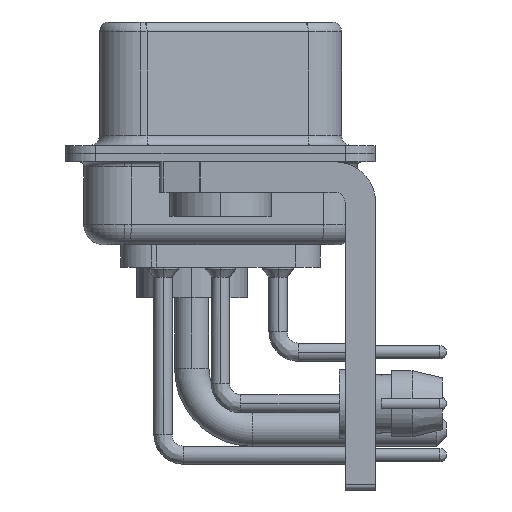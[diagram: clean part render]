
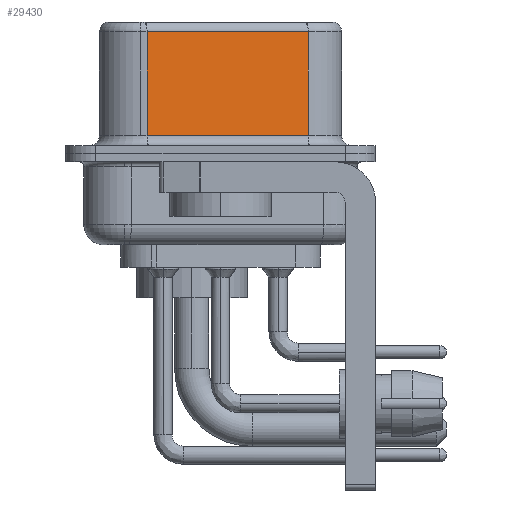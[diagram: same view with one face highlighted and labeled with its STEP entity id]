
A CAD part, left-side view. The second image highlights one B-rep face of the part: STEP entity #29430.
In plain terms, the highlighted planar face has unit normal (-0.985, -0.174, 0).
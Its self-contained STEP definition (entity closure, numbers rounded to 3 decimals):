
#938 = ORIENTED_EDGE ( 'NONE', *, *, #27148, .F. ) ;
#951 = DIRECTION ( 'NONE',  ( -0.174, 0.985, 0. ) ) ;
#1260 = VERTEX_POINT ( 'NONE', #27067 ) ;
#4537 = ORIENTED_EDGE ( 'NONE', *, *, #22063, .T. ) ;
#6285 = LINE ( 'NONE', #12594, #18698 ) ;
#6812 = VECTOR ( 'NONE', #19502, 1000. ) ;
#7998 = LINE ( 'NONE', #37284, #14083 ) ;
#8542 = CARTESIAN_POINT ( 'NONE',  ( 3.73, 3.628, 6.02 ) ) ;
#9624 = DIRECTION ( 'NONE',  ( 0., 0., -1. ) ) ;
#9862 = ORIENTED_EDGE ( 'NONE', *, *, #37196, .T. ) ;
#11447 = FACE_OUTER_BOUND ( 'NONE', #26233, .T. ) ;
#12594 = CARTESIAN_POINT ( 'NONE',  ( 3.73, 3.628, 6.52 ) ) ;
#12670 = DIRECTION ( 'NONE',  ( -0.174, 0.985, 0. ) ) ;
#13329 = DIRECTION ( 'NONE',  ( 0.174, -0.985, 0. ) ) ;
#13742 = AXIS2_PLACEMENT_3D ( 'NONE', #23397, #35387, #951 ) ;
#14030 = EDGE_CURVE ( 'NONE', #16096, #25454, #27567, .T. ) ;
#14083 = VECTOR ( 'NONE', #13329, 1000. ) ;
#15942 = VERTEX_POINT ( 'NONE', #30686 ) ;
#16096 = VERTEX_POINT ( 'NONE', #19634 ) ;
#17122 = PLANE ( 'NONE',  #13742 ) ;
#18698 = VECTOR ( 'NONE', #9624, 1000. ) ;
#19502 = DIRECTION ( 'NONE',  ( 0., 0., -1. ) ) ;
#19634 = CARTESIAN_POINT ( 'NONE',  ( 5.132, -4.322, 6.02 ) ) ;
#22063 = EDGE_CURVE ( 'NONE', #1260, #15942, #7998, .T. ) ;
#22065 = CARTESIAN_POINT ( 'NONE',  ( 5.132, -4.322, 6.02 ) ) ;
#23397 = CARTESIAN_POINT ( 'NONE',  ( 5.132, -4.322, 6.52 ) ) ;
#25454 = VERTEX_POINT ( 'NONE', #8542 ) ;
#25785 = CARTESIAN_POINT ( 'NONE',  ( 5.132, -4.322, 6.52 ) ) ;
#26233 = EDGE_LOOP ( 'NONE', ( #938, #33153, #9862, #4537 ) ) ;
#27067 = CARTESIAN_POINT ( 'NONE',  ( 3.73, 3.628, 0.9 ) ) ;
#27148 = EDGE_CURVE ( 'NONE', #16096, #15942, #37393, .T. ) ;
#27567 = LINE ( 'NONE', #22065, #34907 ) ;
#29430 = ADVANCED_FACE ( 'NONE', ( #11447 ), #17122, .F. ) ;
#30686 = CARTESIAN_POINT ( 'NONE',  ( 5.132, -4.322, 0.9 ) ) ;
#33153 = ORIENTED_EDGE ( 'NONE', *, *, #14030, .T. ) ;
#34907 = VECTOR ( 'NONE', #12670, 1000. ) ;
#35387 = DIRECTION ( 'NONE',  ( 0.985, 0.174, 0. ) ) ;
#37196 = EDGE_CURVE ( 'NONE', #25454, #1260, #6285, .T. ) ;
#37284 = CARTESIAN_POINT ( 'NONE',  ( 5.132, -4.322, 0.9 ) ) ;
#37393 = LINE ( 'NONE', #25785, #6812 ) ;
